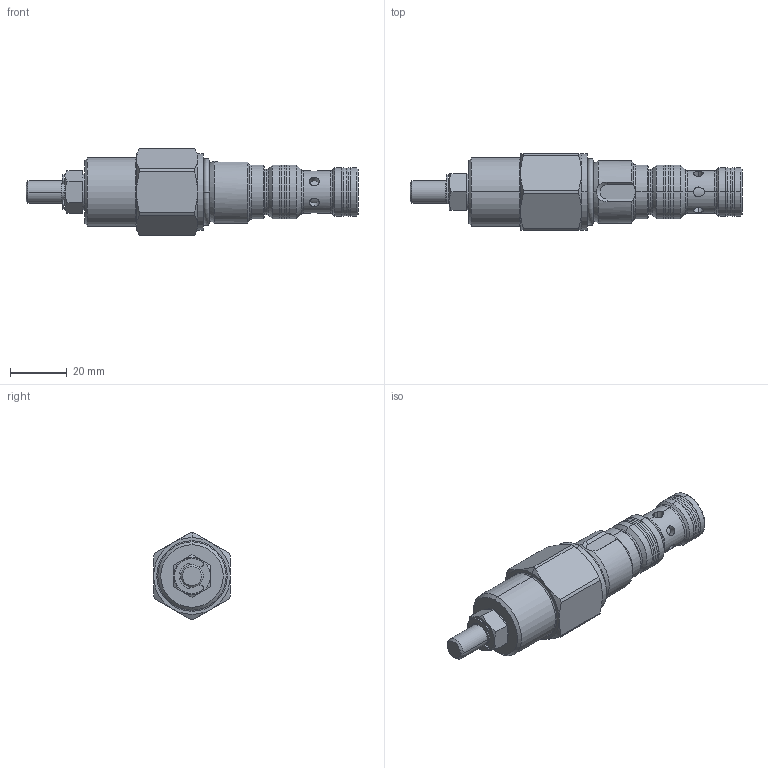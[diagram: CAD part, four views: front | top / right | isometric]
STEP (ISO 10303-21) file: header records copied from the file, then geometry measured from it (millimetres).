
FILE_DESCRIPTION (( 'STEP AP214' ), '1' );
FILE_NAME ('453.F2_Kunde.STEP', '2017-02-21T14:25:30', ( 'user' ), ( '' ), 'SwSTEP 2.0', 'SolidWorks 2016', '' );
FILE_SCHEMA (( 'AUTOMOTIVE_DESIGN' ));
Length unit declared in the file: millimetre
Products named in the file (1): 453.F2_Kunde
Bounding box: 116.82 x 27 x 30.5 mm (x, y, z)
Volume: 39342.1 mm3; surface area: 9251.9 mm2
Topology: 2 solids, 2 shells, 191 faces, 432 edges, 261 vertices
Faces by surface type: cylinder 75, cone 47, plane 43, torus 18, bspline 8
Entity records: 6184 total; most frequent: CARTESIAN_POINT 1860, DIRECTION 917, ORIENTED_EDGE 864, EDGE_CURVE 432, AXIS2_PLACEMENT_3D 382, VERTEX_POINT 261, EDGE_LOOP 207, CIRCLE 198
